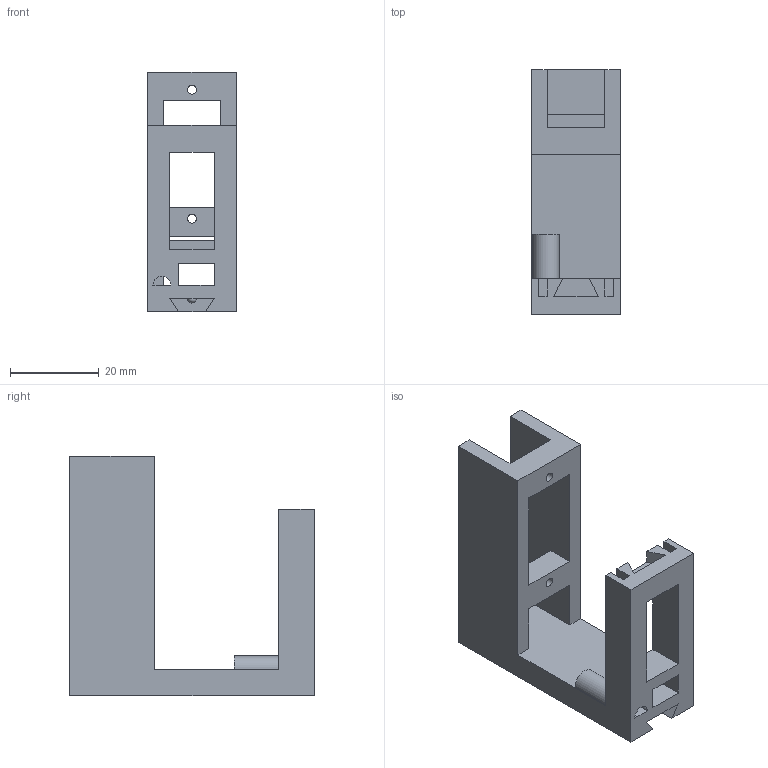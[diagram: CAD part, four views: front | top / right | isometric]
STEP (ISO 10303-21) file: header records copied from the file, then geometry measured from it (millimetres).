
FILE_DESCRIPTION(/* description */ (''),/* implementation_level */ '2;1');
FILE_NAME(/* name */ 'Haptic Module.step',/* time_stamp */ '2022-11-16T20:15:52-05:00',/* author */ (''),/* organization */ (''),/* preprocessor_version */ 'ST-DEVELOPER v19.2',/* originating_system */ 'Autodesk Translation Framework v11.17.0.187',/* authorisation */ '');
FILE_SCHEMA (('AUTOMOTIVE_DESIGN { 1 0 10303 214 3 1 1 }'));
Length unit declared in the file: millimetre
Products named in the file (1): Haptic Module V2 (1)
Bounding box: 20 x 55 x 54 mm (x, y, z)
Volume: 16928.8 mm3; surface area: 11515.9 mm2
Topology: 1 solids, 1 shells, 49 faces, 159 edges, 106 vertices
Faces by surface type: plane 44, cylinder 4, sphere 1
Full cylindrical faces by diameter (mm): 2 x2
Entity records: 1783 total; most frequent: ORIENTED_EDGE 316, CARTESIAN_POINT 314, DIRECTION 268, EDGE_CURVE 158, LINE 148, VECTOR 148, VERTEX_POINT 106, EDGE_LOOP 60
